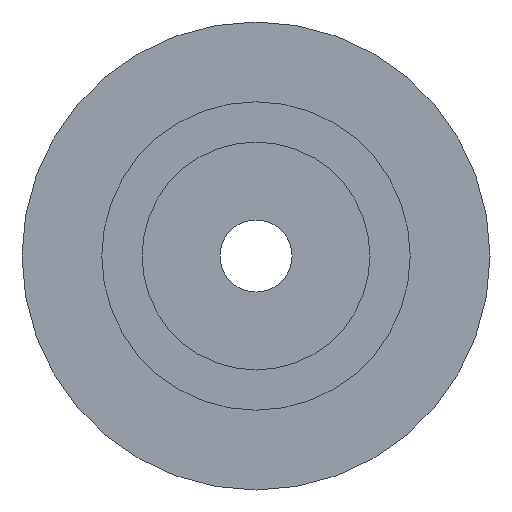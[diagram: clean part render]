
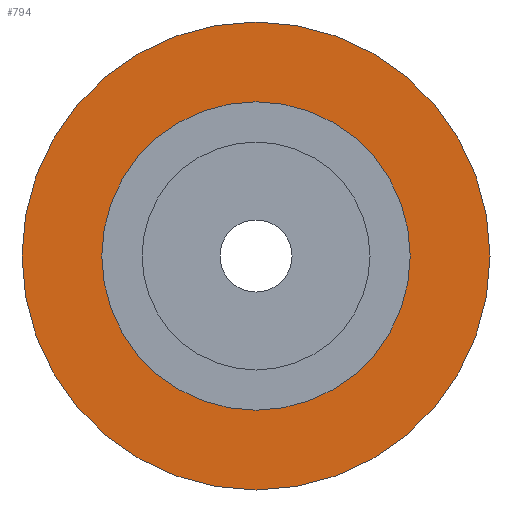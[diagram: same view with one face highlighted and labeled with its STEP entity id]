
A CAD part, front view. The second image highlights one B-rep face of the part: STEP entity #794.
In plain terms, the highlighted planar face has unit normal (0, -1, 0).
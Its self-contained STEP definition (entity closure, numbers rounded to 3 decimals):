
#459=CARTESIAN_POINT('',(0.,-3.95,0.));
#460=DIRECTION('',(0.,1.,0.));
#461=DIRECTION('',(0.,0.,-1.));
#462=AXIS2_PLACEMENT_3D('',#459,#460,#461);
#467=CARTESIAN_POINT('',(0.,-3.95,0.));
#468=DIRECTION('',(0.,-1.,0.));
#469=DIRECTION('',(0.,0.,-1.));
#470=AXIS2_PLACEMENT_3D('',#467,#468,#469);
#475=CARTESIAN_POINT('',(0.,-3.95,0.));
#476=DIRECTION('',(0.,-1.,0.));
#477=DIRECTION('',(0.,0.,-1.));
#478=AXIS2_PLACEMENT_3D('',#475,#476,#477);
#497=CARTESIAN_POINT('',(0.,-3.95,0.));
#498=DIRECTION('',(0.,1.,0.));
#499=DIRECTION('',(0.,0.,-1.));
#500=AXIS2_PLACEMENT_3D('',#497,#498,#499);
#622=CARTESIAN_POINT('',(0.,-3.95,-12.85));
#624=VERTEX_POINT('',#622);
#625=CARTESIAN_POINT('',(0.,-3.95,-19.5));
#627=VERTEX_POINT('',#625);
#646=CARTESIAN_POINT('',(0.,-3.95,12.85));
#648=VERTEX_POINT('',#646);
#649=CARTESIAN_POINT('',(0.,-3.95,19.5));
#651=VERTEX_POINT('',#649);
#779=CARTESIAN_POINT('',(0.,-3.95,0.));
#780=DIRECTION('',(0.,-1.,0.));
#781=DIRECTION('',(0.,0.,1.));
#782=AXIS2_PLACEMENT_3D('',#779,#780,#781);
#783=PLANE('',#782);
#785=ORIENTED_EDGE('',*,*,#784,.F.);
#787=ORIENTED_EDGE('',*,*,#786,.T.);
#788=EDGE_LOOP('',(#785,#787));
#789=FACE_OUTER_BOUND('',#788,.F.);
#790=ORIENTED_EDGE('',*,*,#772,.F.);
#791=ORIENTED_EDGE('',*,*,#761,.T.);
#792=EDGE_LOOP('',(#790,#791));
#793=FACE_BOUND('',#792,.F.);
#463=CIRCLE('',#462,12.85);
#471=CIRCLE('',#470,12.85);
#479=CIRCLE('',#478,19.5);
#501=CIRCLE('',#500,19.5);
#761=EDGE_CURVE('',#624,#648,#471,.T.);
#772=EDGE_CURVE('',#624,#648,#463,.T.);
#784=EDGE_CURVE('',#627,#651,#479,.T.);
#786=EDGE_CURVE('',#627,#651,#501,.T.);
#794=ADVANCED_FACE('',(#789,#793),#783,.T.);
